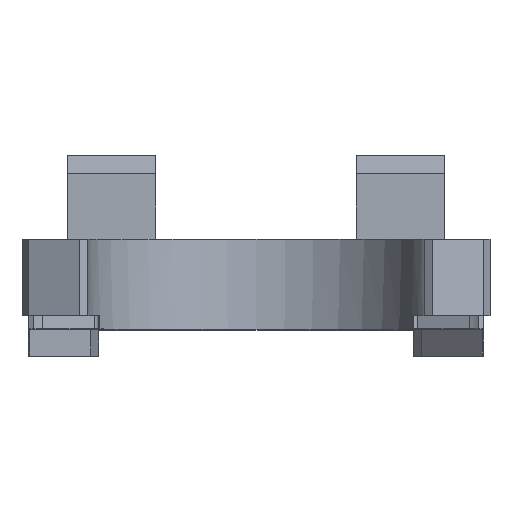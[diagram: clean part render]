
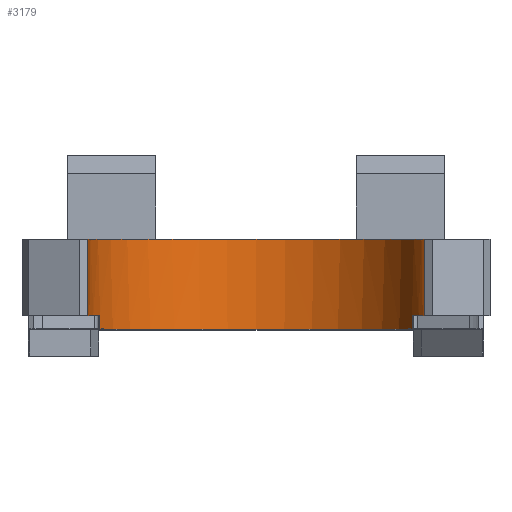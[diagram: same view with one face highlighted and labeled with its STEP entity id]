
A CAD part, top view. The second image highlights one B-rep face of the part: STEP entity #3179.
In plain terms, the highlighted cylindrical face has radius 18.9 mm (diameter 37.8 mm), a partial arc.
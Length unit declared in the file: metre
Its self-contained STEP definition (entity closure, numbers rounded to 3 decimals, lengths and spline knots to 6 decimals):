
#21=CYLINDRICAL_SURFACE('',#3391,0.0189);
#83=LINE('',#4554,#484);
#84=LINE('',#4558,#485);
#85=LINE('',#4562,#486);
#86=LINE('',#4566,#487);
#484=VECTOR('',#3669,1.);
#485=VECTOR('',#3672,1.);
#486=VECTOR('',#3675,1.);
#487=VECTOR('',#3678,1.);
#900=ORIENTED_EDGE('',*,*,#1836,.F.);
#901=ORIENTED_EDGE('',*,*,#1837,.F.);
#902=ORIENTED_EDGE('',*,*,#1838,.T.);
#903=ORIENTED_EDGE('',*,*,#1839,.T.);
#904=ORIENTED_EDGE('',*,*,#1840,.F.);
#905=ORIENTED_EDGE('',*,*,#1841,.T.);
#906=ORIENTED_EDGE('',*,*,#1842,.T.);
#907=ORIENTED_EDGE('',*,*,#1801,.F.);
#1801=EDGE_CURVE('',#2269,#2270,#2585,.F.);
#1836=EDGE_CURVE('',#2304,#2269,#83,.F.);
#1837=EDGE_CURVE('',#2305,#2304,#2593,.F.);
#1838=EDGE_CURVE('',#2305,#2306,#84,.T.);
#1839=EDGE_CURVE('',#2306,#2307,#2594,.T.);
#1840=EDGE_CURVE('',#2308,#2307,#85,.T.);
#1841=EDGE_CURVE('',#2308,#2309,#2595,.F.);
#1842=EDGE_CURVE('',#2309,#2270,#86,.F.);
#2269=VERTEX_POINT('',#4483);
#2270=VERTEX_POINT('',#4485);
#2304=VERTEX_POINT('',#4555);
#2305=VERTEX_POINT('',#4557);
#2306=VERTEX_POINT('',#4559);
#2307=VERTEX_POINT('',#4561);
#2308=VERTEX_POINT('',#4563);
#2309=VERTEX_POINT('',#4565);
#2585=CIRCLE('',#3383,0.0189);
#2593=CIRCLE('',#3392,0.0189);
#2594=CIRCLE('',#3393,0.0189);
#2595=CIRCLE('',#3394,0.0189);
#2651=EDGE_LOOP('',(#900,#901,#902,#903,#904,#905,#906,#907));
#2855=FACE_BOUND('',#2651,.T.);
#3179=ADVANCED_FACE('',(#2855),#21,.F.);
#3383=AXIS2_PLACEMENT_3D('',#4484,#3624,#3625);
#3391=AXIS2_PLACEMENT_3D('',#4553,#3667,#3668);
#3392=AXIS2_PLACEMENT_3D('',#4556,#3670,#3671);
#3393=AXIS2_PLACEMENT_3D('',#4560,#3673,#3674);
#3394=AXIS2_PLACEMENT_3D('',#4564,#3676,#3677);
#3624=DIRECTION('',(0.,-1.,0.));
#3625=DIRECTION('',(1.,0.,0.));
#3667=DIRECTION('',(0.,1.,0.));
#3668=DIRECTION('',(-1.,0.,0.));
#3669=DIRECTION('',(0.,1.,0.));
#3670=DIRECTION('',(0.,-1.,0.));
#3671=DIRECTION('',(1.,0.,0.));
#3672=DIRECTION('',(0.,1.,0.));
#3673=DIRECTION('',(0.,1.,0.));
#3674=DIRECTION('',(-1.,0.,0.));
#3675=DIRECTION('',(0.,1.,0.));
#3676=DIRECTION('',(0.,1.,0.));
#3677=DIRECTION('',(-1.,0.,0.));
#3678=DIRECTION('',(0.,1.,0.));
#4483=CARTESIAN_POINT('',(0.01755,-0.008,0.028083));
#4484=CARTESIAN_POINT('',(0.,-0.008,0.035098));
#4485=CARTESIAN_POINT('',(-0.01755,-0.008,0.028083));
#4553=CARTESIAN_POINT('',(0.,-0.008002,0.035098));
#4554=CARTESIAN_POINT('',(0.01755,-0.008002,0.028083));
#4555=CARTESIAN_POINT('',(0.01755,-0.0065,0.028083));
#4556=CARTESIAN_POINT('',(0.,-0.0065,0.035098));
#4557=CARTESIAN_POINT('',(0.0189,-0.0065,0.035098));
#4558=CARTESIAN_POINT('',(0.0189,-0.008002,0.035098));
#4559=CARTESIAN_POINT('',(0.0189,0.0021,0.035098));
#4560=CARTESIAN_POINT('',(0.,0.0021,0.035098));
#4561=CARTESIAN_POINT('',(-0.0189,0.0021,0.035098));
#4562=CARTESIAN_POINT('',(-0.0189,-0.008002,0.035098));
#4563=CARTESIAN_POINT('',(-0.0189,-0.0065,0.035098));
#4564=CARTESIAN_POINT('',(0.,-0.0065,0.035098));
#4565=CARTESIAN_POINT('',(-0.01755,-0.0065,0.028083));
#4566=CARTESIAN_POINT('',(-0.01755,-0.008002,0.028083));
